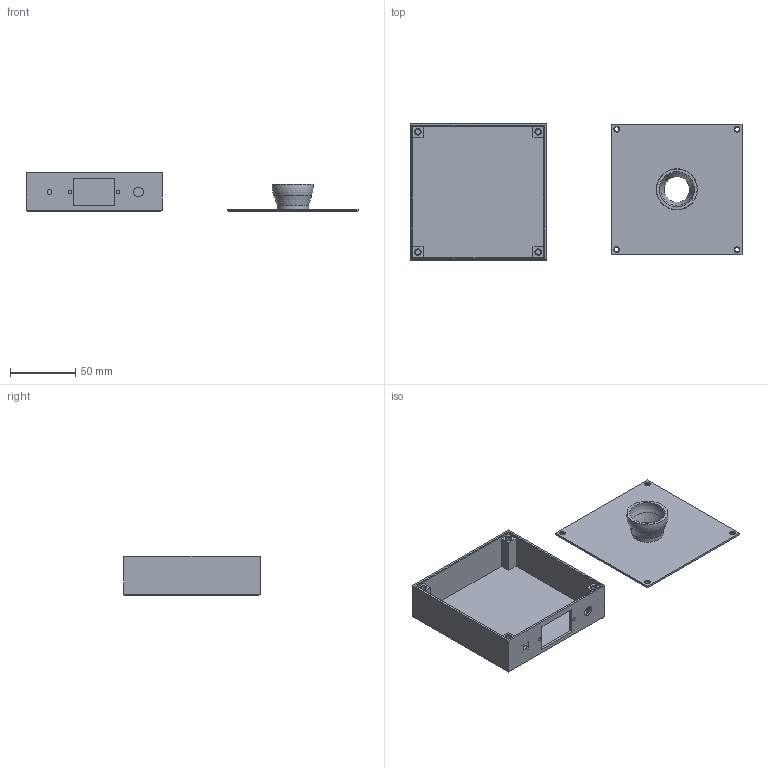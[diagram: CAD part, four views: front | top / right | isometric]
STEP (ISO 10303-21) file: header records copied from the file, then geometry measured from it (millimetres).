
FILE_DESCRIPTION(/* description */ ('STEP AP242','CAx-IF Rec.Pracs.---Representation and Presentation of Product Manufacturing Information (PMI)---4.0---2014-10-13','CAx-IF Rec.Pracs.---3D Tessellated Geometry---0.4---2014-09-14','2;1'),/* implementation_level */ '2;1');
FILE_NAME(/* name */ '684e402cc5e526361d665ea2',/* time_stamp */ '2025-06-15T03:38:20Z',/* author */ (''),/* organization */ (''),/* preprocessor_version */ 'ST-DEVELOPER v20',/* originating_system */ 'ONSHAPE BY PTC INC, 1.199',/* authorisation */ ' ');
FILE_SCHEMA (('AP242_MANAGED_MODEL_BASED_3D_ENGINEERING_MIM_LF { 1 0 10303 442 1 1 4 }'));
Length unit declared in the file: metre
Products named in the file (2): Lid; Base Case
Bounding box: 253.8 x 104 x 30 mm (x, y, z)
Volume: 71504.1 mm3; surface area: 67302.8 mm2
Topology: 2 solids, 2 shells, 81 faces, 190 edges, 120 vertices
Faces by surface type: plane 55, cylinder 14, cone 10, sphere 2
Full cylindrical faces by diameter (mm): 2.5 x2, 3.5 x4, 3.75 x1, 4 x4, 7.5 x1, 19.619 x1, 24 x1
Entity records: 2206 total; most frequent: DIRECTION 366, CARTESIAN_POINT 359, ORIENTED_EDGE 320, EDGE_CURVE 160, EDGE_LOOP 134, FACE_BOUND 134, AXIS2_PLACEMENT_3D 123, LINE 120
